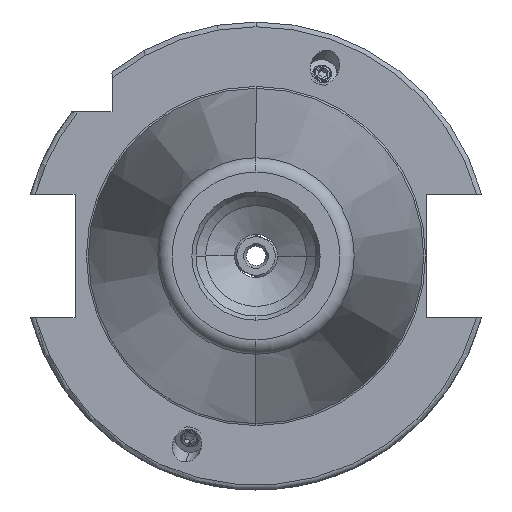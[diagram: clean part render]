
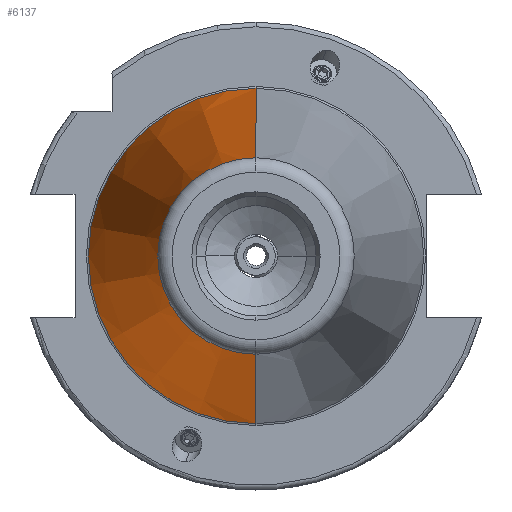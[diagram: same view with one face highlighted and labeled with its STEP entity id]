
A CAD part, left-side view. The second image highlights one B-rep face of the part: STEP entity #6137.
In plain terms, the highlighted conical face has half-angle 8.297 degrees and reference radius 34.925 mm.
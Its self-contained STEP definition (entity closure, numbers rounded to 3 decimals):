
#58 = EDGE_LOOP ( 'NONE', ( #6206, #7964, #2337, #4457 ) ) ;
#83 = CARTESIAN_POINT ( 'NONE',  ( 0., 0., 0. ) ) ;
#161 = EDGE_CURVE ( 'NONE', #585, #3634, #495, .T. ) ;
#394 = DIRECTION ( 'NONE',  ( 1., 0., 0. ) ) ;
#495 = LINE ( 'NONE', #3056, #5920 ) ;
#585 = VERTEX_POINT ( 'NONE', #3089 ) ;
#861 = CARTESIAN_POINT ( 'NONE',  ( 0., -34.925, 0. ) ) ;
#1571 = VERTEX_POINT ( 'NONE', #3326 ) ;
#1755 = EDGE_CURVE ( 'NONE', #3634, #1571, #6982, .T. ) ;
#2337 = ORIENTED_EDGE ( 'NONE', *, *, #1755, .T. ) ;
#2707 = CARTESIAN_POINT ( 'NONE',  ( 0., 34.925, 0. ) ) ;
#2775 = VECTOR ( 'NONE', #5956, 1000. ) ;
#2962 = FACE_OUTER_BOUND ( 'NONE', #58, .T. ) ;
#3056 = CARTESIAN_POINT ( 'NONE',  ( 0., -34.925, 0. ) ) ;
#3089 = CARTESIAN_POINT ( 'NONE',  ( -99.183, -20.461, 0. ) ) ;
#3326 = CARTESIAN_POINT ( 'NONE',  ( 0., 34.925, 0. ) ) ;
#3490 = DIRECTION ( 'NONE',  ( 0., -1., 0. ) ) ;
#3557 = AXIS2_PLACEMENT_3D ( 'NONE', #83, #6261, #3490 ) ;
#3634 = VERTEX_POINT ( 'NONE', #861 ) ;
#3850 = CARTESIAN_POINT ( 'NONE',  ( 0., 0., 0. ) ) ;
#4229 = EDGE_CURVE ( 'NONE', #585, #5051, #7048, .T. ) ;
#4457 = ORIENTED_EDGE ( 'NONE', *, *, #5713, .F. ) ;
#4680 = CARTESIAN_POINT ( 'NONE',  ( -99.183, 0., 0. ) ) ;
#4887 = AXIS2_PLACEMENT_3D ( 'NONE', #4680, #7121, #8082 ) ;
#5051 = VERTEX_POINT ( 'NONE', #10178 ) ;
#5278 = LINE ( 'NONE', #2707, #2775 ) ;
#5713 = EDGE_CURVE ( 'NONE', #5051, #1571, #5278, .T. ) ;
#5920 = VECTOR ( 'NONE', #6474, 1000. ) ;
#5956 = DIRECTION ( 'NONE',  ( 0.99, 0.144, 0. ) ) ;
#6137 = ADVANCED_FACE ( 'NONE', ( #2962 ), #9433, .T. ) ;
#6206 = ORIENTED_EDGE ( 'NONE', *, *, #4229, .F. ) ;
#6261 = DIRECTION ( 'NONE',  ( -1., 0., 0. ) ) ;
#6474 = DIRECTION ( 'NONE',  ( 0.99, -0.144, 0. ) ) ;
#6982 = CIRCLE ( 'NONE', #3557, 34.925 ) ;
#7048 = CIRCLE ( 'NONE', #4887, 20.461 ) ;
#7121 = DIRECTION ( 'NONE',  ( -1., 0., 0. ) ) ;
#7964 = ORIENTED_EDGE ( 'NONE', *, *, #161, .T. ) ;
#8082 = DIRECTION ( 'NONE',  ( 0., -1., 0. ) ) ;
#8376 = AXIS2_PLACEMENT_3D ( 'NONE', #3850, #394, #10559 ) ;
#9433 = CONICAL_SURFACE ( 'NONE', #8376, 34.925, 0.145 ) ;
#10178 = CARTESIAN_POINT ( 'NONE',  ( -99.183, 20.461, 0. ) ) ;
#10559 = DIRECTION ( 'NONE',  ( 0., 1., 0. ) ) ;
